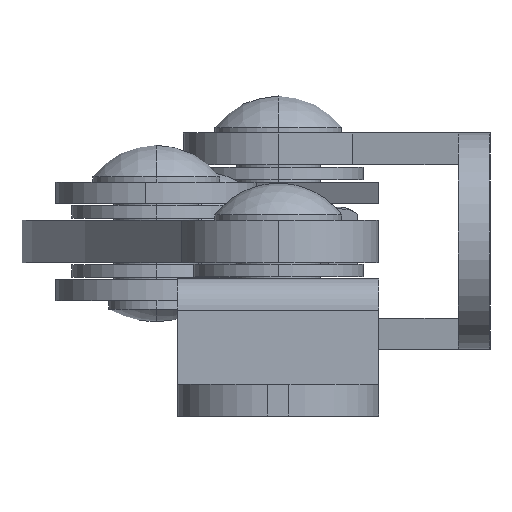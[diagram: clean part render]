
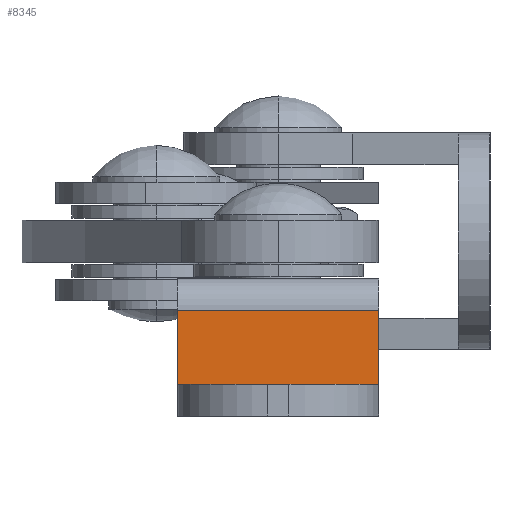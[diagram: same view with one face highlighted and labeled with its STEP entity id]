
A CAD part, left-side view. The second image highlights one B-rep face of the part: STEP entity #8345.
In plain terms, the highlighted planar face has unit normal (-1, 0, 0).
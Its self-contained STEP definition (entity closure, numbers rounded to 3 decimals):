
#413 = DIRECTION ( 'NONE',  ( 0., 0., 1. ) ) ;
#427 = CARTESIAN_POINT ( 'NONE',  ( -12., -9.5, 3. ) ) ;
#430 = LINE ( 'NONE', #427, #6790 ) ;
#459 = CARTESIAN_POINT ( 'NONE',  ( -12., 9.5, 3. ) ) ;
#1037 = DIRECTION ( 'NONE',  ( 0., 0., -1. ) ) ;
#1065 = DIRECTION ( 'NONE',  ( 1., 0., 0. ) ) ;
#1078 = CARTESIAN_POINT ( 'NONE',  ( -12., 9.5, 3. ) ) ;
#1090 = PLANE ( 'NONE',  #8519 ) ;
#1367 = ORIENTED_EDGE ( 'NONE', *, *, #3606, .T. ) ;
#1464 = VECTOR ( 'NONE', #2948, 1000. ) ;
#1856 = DIRECTION ( 'NONE',  ( 0., 0., 1. ) ) ;
#1879 = CARTESIAN_POINT ( 'NONE',  ( -12., 9.5, 3. ) ) ;
#1975 = LINE ( 'NONE', #1879, #7531 ) ;
#2296 = ORIENTED_EDGE ( 'NONE', *, *, #6433, .F. ) ;
#2359 = VECTOR ( 'NONE', #5483, 1000. ) ;
#2485 = CARTESIAN_POINT ( 'NONE',  ( -12., 9.5, 10. ) ) ;
#2759 = EDGE_LOOP ( 'NONE', ( #5816, #4149, #2296, #1367 ) ) ;
#2948 = DIRECTION ( 'NONE',  ( 0., -1., 0. ) ) ;
#2956 = CARTESIAN_POINT ( 'NONE',  ( -12., -9.5, 10. ) ) ;
#2959 = CARTESIAN_POINT ( 'NONE',  ( -12., 9.5, 10. ) ) ;
#2971 = LINE ( 'NONE', #2959, #1464 ) ;
#3606 = EDGE_CURVE ( 'NONE', #8516, #7602, #5501, .T. ) ;
#4149 = ORIENTED_EDGE ( 'NONE', *, *, #4379, .F. ) ;
#4171 = FACE_OUTER_BOUND ( 'NONE', #2759, .T. ) ;
#4379 = EDGE_CURVE ( 'NONE', #5804, #7987, #2971, .T. ) ;
#4981 = EDGE_CURVE ( 'NONE', #7602, #7987, #430, .T. ) ;
#5483 = DIRECTION ( 'NONE',  ( 0., -1., 0. ) ) ;
#5490 = CARTESIAN_POINT ( 'NONE',  ( -12., 9.5, 3. ) ) ;
#5501 = LINE ( 'NONE', #5490, #2359 ) ;
#5690 = CARTESIAN_POINT ( 'NONE',  ( -12., -9.5, 3. ) ) ;
#5804 = VERTEX_POINT ( 'NONE', #2485 ) ;
#5816 = ORIENTED_EDGE ( 'NONE', *, *, #4981, .T. ) ;
#6433 = EDGE_CURVE ( 'NONE', #8516, #5804, #1975, .T. ) ;
#6790 = VECTOR ( 'NONE', #413, 1000. ) ;
#7531 = VECTOR ( 'NONE', #1856, 1000. ) ;
#7602 = VERTEX_POINT ( 'NONE', #5690 ) ;
#7987 = VERTEX_POINT ( 'NONE', #2956 ) ;
#8345 = ADVANCED_FACE ( 'NONE', ( #4171 ), #1090, .F. ) ;
#8516 = VERTEX_POINT ( 'NONE', #459 ) ;
#8519 = AXIS2_PLACEMENT_3D ( 'NONE', #1078, #1065, #1037 ) ;
